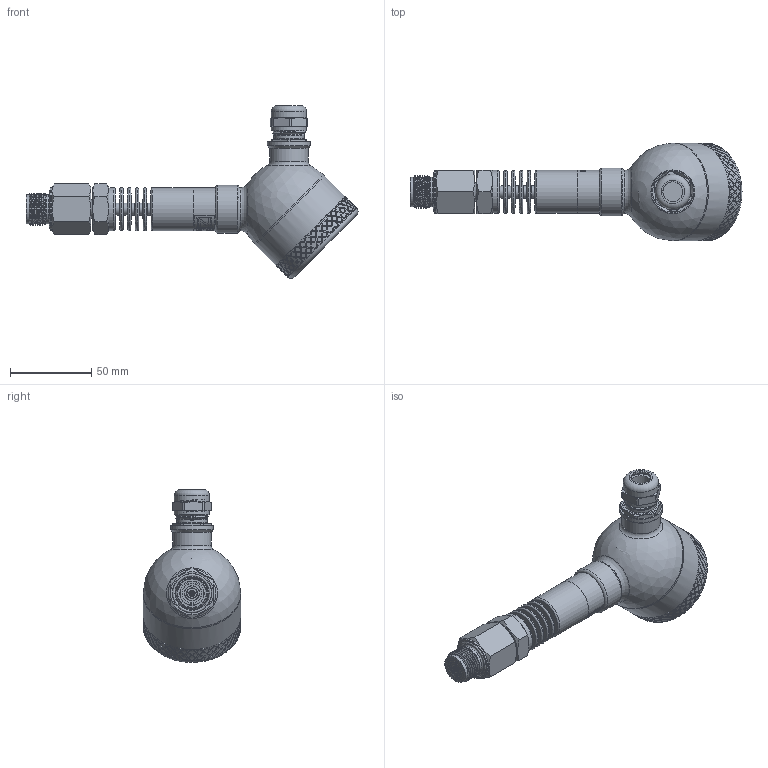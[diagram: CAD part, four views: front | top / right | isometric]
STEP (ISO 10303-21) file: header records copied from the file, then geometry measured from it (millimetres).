
FILE_DESCRIPTION(/* description */ (''),/* implementation_level */ '2;1');
FILE_NAME(/* name */ 'APZ3420mFH_M20x1,5DIN-flush_radiator_1_display.step',/* time_stamp */ '2021-07-07T15:53:44+03:00',/* author */ (''),/* organization */ (''),/* preprocessor_version */ 'ST-DEVELOPER v18.1',/* originating_system */ 'Autodesk Translation Framework v10.9.0.1377',/* authorisation */ '');
FILE_SCHEMA (('AUTOMOTIVE_DESIGN { 1 0 10303 214 3 1 1 }'));
Length unit declared in the file: millimetre
Products named in the file (14): АПЗ420М-полевойкорпус-
заполненный; Заполненный полевой 
корпус v13; Cover for display; Display; M20x1,5 steel cable gland v5; Cuerpo GAE.2000.0 Prensaestopas GADI M20x1.5 IP68 Laton; Junta GAE.2000.0 Prensaestopas GADI M20x1.5 IP68 Laton; Tuerca GAE.2000.0 Prensaestopas GADI M20x1.5 IP68 Laton; Brida GAE.2000.0 Prensaestopas GADI M20x1.5 IP68 Laton; Goma GAE.2000.0 Prensaestopas GADI M20x1.5 IP68 Laton; Main body; Adapter M20x1,5; G1\4EN radiator; M20x1,5DIN diaphragm 18 v8 (1)
Assembly tree (13 placements, depth 4):
  АПЗ420М-полевойкорпус-
заполненный
    Заполненный полевой 
корпус v13
      Cover for display
      Display
      M20x1,5 steel cable gland v5
        Cuerpo GAE.2000.0 Prensaestopas GADI M20x1.5 IP68 Laton
        Junta GAE.2000.0 Prensaestopas GADI M20x1.5 IP68 Laton
        Tuerca GAE.2000.0 Prensaestopas GADI M20x1.5 IP68 Laton
        Brida GAE.2000.0 Prensaestopas GADI M20x1.5 IP68 Laton
        Goma GAE.2000.0 Prensaestopas GADI M20x1.5 IP68 Laton
      Main body
      Adapter M20x1,5
    G1\4EN radiator
    M20x1,5DIN diaphragm 18 v8 (1)
Bounding box: 204.48 x 60.1 x 106.38 mm (x, y, z)
Volume: 254249.4 mm3; surface area: 67210.5 mm2
Topology: 21 solids, 21 shells, 1939 faces, 4896 edges, 3215 vertices
Faces by surface type: bspline 1045, plane 387, cylinder 375, cone 68, torus 63, sphere 1
Full cylindrical faces by diameter (mm): 2 x1, 3.3 x1, 4 x1, 5 x7, 7.5 x5, 9.5 x2, 11 x1, 11.445 x5, 12.3 x2, 13 x1, 13.157 x9, 15 x4, 16 x1, 16.2 x1, 17 x1, 17.15 x1, 18 x6, 18.137 x5, 18.526 x5, 18.75 x7, 19 x1, 19.85 x4, 20 x2, 20.203 x5, 20.3 x5, 20.8 x1, 21 x1, 21.6 x1, 21.7 x2, 21.767 x1
Entity records: 88743 total; most frequent: CARTESIAN_POINT 50426, ORIENTED_EDGE 9788, EDGE_CURVE 4894, DIRECTION 4338, VERTEX_POINT 3215, B_SPLINE_CURVE_WITH_KNOTS 3003, EDGE_LOOP 2203, FACE_OUTER_BOUND 1939
